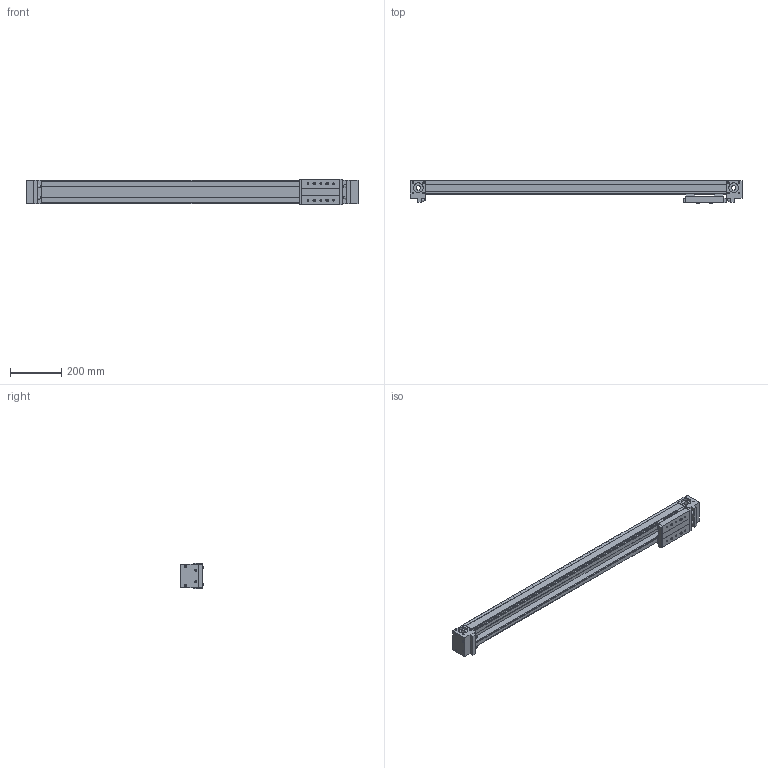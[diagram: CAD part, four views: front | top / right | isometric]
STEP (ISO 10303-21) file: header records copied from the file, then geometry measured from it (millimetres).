
FILE_DESCRIPTION((''),'2;1');
FILE_NAME('MSL90-R25-S-Hub 1000.stp','2012-10-11T08:33:46',('hartung_david'),(''),'Autodesk Inventor 2012','Autodesk Inventor 2012','');
FILE_SCHEMA(('AUTOMOTIVE_DESIGN { 1 0 10303 214 1 1 1 1 }'));
Length unit declared in the file: millimetre
Products named in the file (4): MSL90-R25-S-1000; MSL90-R25-S-1000-010; MSL90-R25-S-1000-020; MSL90-R25-S-1000-030
Assembly tree (3 placements, depth 2):
  MSL90-R25-S-1000
    MSL90-R25-S-1000-010
    MSL90-R25-S-1000-020
    MSL90-R25-S-1000-030
Bounding box: 1290 x 87 x 100 mm (x, y, z)
Volume: 4821930.7 mm3; surface area: 635796.1 mm2
Topology: 3 solids, 3 shells, 329 faces, 834 edges, 538 vertices
Faces by surface type: plane 219, cone 62, cylinder 40, torus 4, sphere 4
Full cylindrical faces by diameter (mm): 4.917 x22, 6.647 x8, 10 x4, 37 x4
Entity records: 9353 total; most frequent: CARTESIAN_POINT 1536, DIRECTION 1490, ORIENTED_EDGE 1384, EDGE_CURVE 692, VECTOR 558, LINE 558, VERTEX_POINT 500, EDGE_LOOP 468
